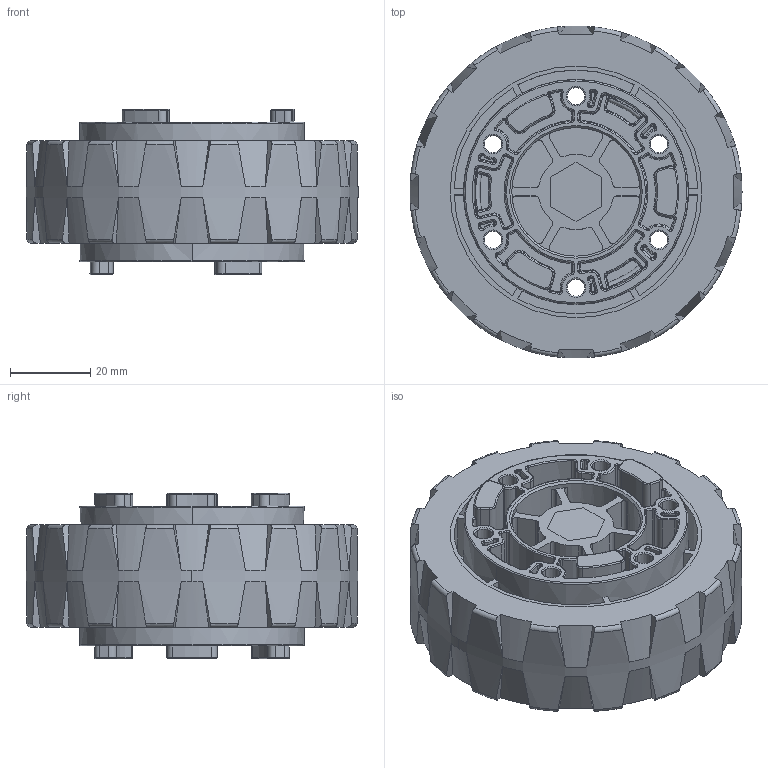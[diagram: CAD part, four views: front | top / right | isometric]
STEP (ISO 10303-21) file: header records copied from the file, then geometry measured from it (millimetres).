
FILE_DESCRIPTION (( 'STEP AP214' ), '1' );
FILE_NAME ('217-3238-STEP.STEP', '2013-12-06T21:29:10', ( '' ), ( '' ), 'SwSTEP 2.0', 'SolidWorks 2013', '' );
FILE_SCHEMA (( 'AUTOMOTIVE_DESIGN' ));
Length unit declared in the file: millimetre
Products named in the file (1): 217-3238-STEP
Bounding box: 82.55 x 82.53 x 41.15 mm (x, y, z)
Volume: 92810.5 mm3; surface area: 78628.7 mm2
Topology: 2 solids, 2 shells, 2251 faces, 5532 edges, 3316 vertices
Faces by surface type: torus 870, cylinder 670, plane 292, bspline 216, cone 164, sphere 39
Entity records: 72083 total; most frequent: CARTESIAN_POINT 18667, DIRECTION 12366, ORIENTED_EDGE 11004, AXIS2_PLACEMENT_3D 5594, EDGE_CURVE 5502, CIRCLE 3558, VERTEX_POINT 3311, EDGE_LOOP 2347
